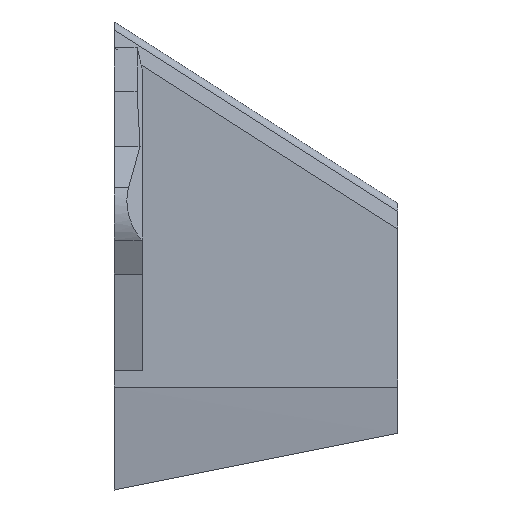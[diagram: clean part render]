
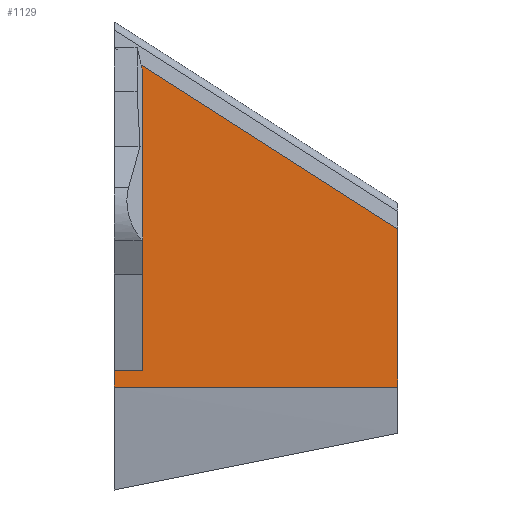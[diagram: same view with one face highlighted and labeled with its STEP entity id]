
A CAD part, left-side view. The second image highlights one B-rep face of the part: STEP entity #1129.
In plain terms, the highlighted planar face has unit normal (-1, 0, 0).
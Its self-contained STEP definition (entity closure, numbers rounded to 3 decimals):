
#18=B_SPLINE_CURVE_WITH_KNOTS('',3,(#1763,#1764,#1765,#1766),
 .UNSPECIFIED.,.F.,.F.,(4,4),(0.005,5.005),.UNSPECIFIED.);
#116=FACE_OUTER_BOUND('',#177,.T.);
#177=EDGE_LOOP('',(#869,#870,#871,#872,#873,#874,#875));
#226=LINE('',#1613,#349);
#233=LINE('',#1628,#356);
#287=LINE('',#1759,#410);
#288=LINE('',#1761,#411);
#289=LINE('',#1768,#412);
#290=LINE('',#1769,#413);
#349=VECTOR('',#1304,10.);
#356=VECTOR('',#1315,10.);
#410=VECTOR('',#1431,10.);
#411=VECTOR('',#1432,1.);
#412=VECTOR('',#1433,1.);
#413=VECTOR('',#1434,10.);
#472=VERTEX_POINT('',#1610);
#473=VERTEX_POINT('',#1612);
#479=VERTEX_POINT('',#1626);
#525=VERTEX_POINT('',#1758);
#526=VERTEX_POINT('',#1760);
#527=VERTEX_POINT('',#1762);
#528=VERTEX_POINT('',#1767);
#589=EDGE_CURVE('',#472,#473,#226,.F.);
#597=EDGE_CURVE('',#472,#479,#233,.T.);
#660=EDGE_CURVE('',#479,#525,#287,.T.);
#661=EDGE_CURVE('',#526,#525,#288,.T.);
#662=EDGE_CURVE('',#526,#527,#18,.T.);
#663=EDGE_CURVE('',#528,#527,#289,.T.);
#664=EDGE_CURVE('',#473,#528,#290,.T.);
#869=ORIENTED_EDGE('',*,*,#597,.T.);
#870=ORIENTED_EDGE('',*,*,#660,.T.);
#871=ORIENTED_EDGE('',*,*,#661,.F.);
#872=ORIENTED_EDGE('',*,*,#662,.T.);
#873=ORIENTED_EDGE('',*,*,#663,.F.);
#874=ORIENTED_EDGE('',*,*,#664,.F.);
#875=ORIENTED_EDGE('',*,*,#589,.F.);
#1080=PLANE('',#1208);
#1129=ADVANCED_FACE('',(#116),#1080,.T.);
#1208=AXIS2_PLACEMENT_3D('',#1757,#1429,#1430);
#1304=DIRECTION('',(0.,-0.236,-0.972));
#1315=DIRECTION('',(0.,0.,-1.));
#1429=DIRECTION('center_axis',(-1.,0.,0.));
#1430=DIRECTION('ref_axis',(0.,-1.,0.));
#1431=DIRECTION('',(0.,1.,0.));
#1432=DIRECTION('',(0.,0.,1.));
#1433=DIRECTION('',(0.,0.,-1.));
#1434=DIRECTION('',(0.,-0.842,-0.539));
#1610=CARTESIAN_POINT('',(0.,-5.,53.941));
#1612=CARTESIAN_POINT('',(0.,-4.735,55.033));
#1613=CARTESIAN_POINT('',(0.,-12.118,24.584));
#1626=CARTESIAN_POINT('',(0.,-5.,1.074));
#1628=CARTESIAN_POINT('',(0.,-5.,23.819));
#1757=CARTESIAN_POINT('Origin',(0.,0.,0.));
#1758=CARTESIAN_POINT('',(0.,0.,1.074));
#1759=CARTESIAN_POINT('',(0.,-2.5,1.074));
#1760=CARTESIAN_POINT('',(0.,0.,-1.821));
#1761=CARTESIAN_POINT('',(0.,0.,0.));
#1762=CARTESIAN_POINT('',(0.,-50.,-1.821));
#1763=CARTESIAN_POINT('Ctrl Pts',(0.,0.,-1.821));
#1764=CARTESIAN_POINT('Ctrl Pts',(0.,-16.667,-1.821));
#1765=CARTESIAN_POINT('Ctrl Pts',(0.,-33.333,
-1.821));
#1766=CARTESIAN_POINT('Ctrl Pts',(0.,-50.,-1.821));
#1767=CARTESIAN_POINT('',(0.,-50.,26.064));
#1768=CARTESIAN_POINT('',(0.,-50.,30.36));
#1769=CARTESIAN_POINT('',(0.,-11.834,50.49));
